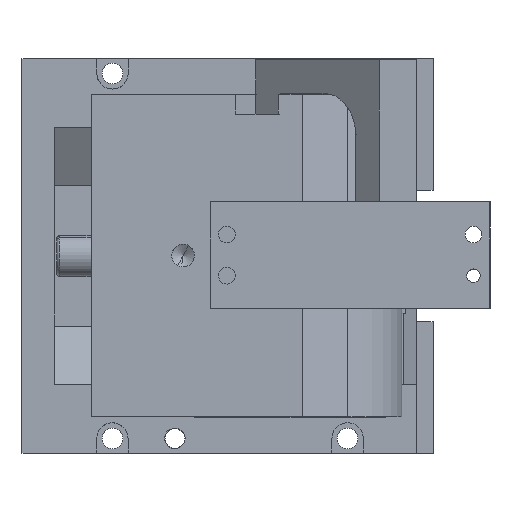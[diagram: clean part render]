
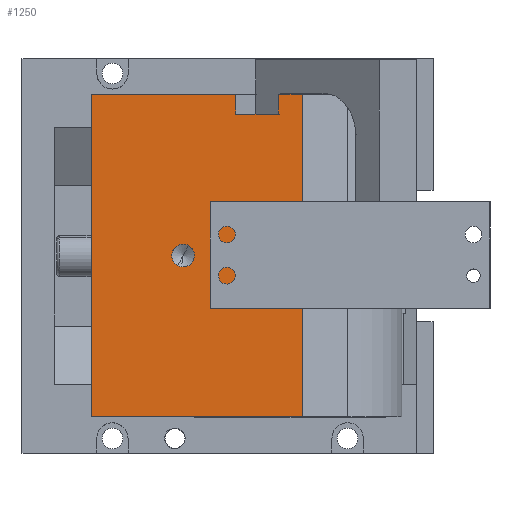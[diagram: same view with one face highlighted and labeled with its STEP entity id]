
A CAD part, top view. The second image highlights one B-rep face of the part: STEP entity #1250.
In plain terms, the highlighted planar face has unit normal (0, 0, 1).
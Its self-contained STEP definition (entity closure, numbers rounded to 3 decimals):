
#517=CARTESIAN_POINT('Vertex',(158.528,213.,205.)) ;
#568=CARTESIAN_POINT('Vertex',(29.944,213.,205.)) ;
#571=CARTESIAN_POINT('Line Origine',(73.89,213.,205.)) ;
#575=CARTESIAN_POINT('Vertex',(117.836,213.,205.)) ;
#596=CARTESIAN_POINT('Vertex',(143.944,213.,205.)) ;
#599=CARTESIAN_POINT('Line Origine',(151.236,213.,205.)) ;
#689=CARTESIAN_POINT('Vertex',(158.528,17.,205.)) ;
#692=CARTESIAN_POINT('Line Origine',(94.236,17.,205.)) ;
#696=CARTESIAN_POINT('Vertex',(29.944,17.,205.)) ;
#940=CARTESIAN_POINT('Line Origine',(158.528,115.,205.)) ;
#1144=CARTESIAN_POINT('Line Origine',(29.944,115.,205.)) ;
#1156=CARTESIAN_POINT('Axis2P3D Location',(59.444,213.,205.)) ;
#1161=CARTESIAN_POINT('Line Origine',(143.944,207.,205.)) ;
#1165=CARTESIAN_POINT('Vertex',(143.944,201.,205.)) ;
#1168=CARTESIAN_POINT('Line Origine',(130.89,201.,205.)) ;
#1172=CARTESIAN_POINT('Vertex',(117.836,201.,205.)) ;
#1175=CARTESIAN_POINT('Line Origine',(117.836,207.,205.)) ;
#1191=CARTESIAN_POINT('Control Point',(82.628,108.929,205.)) ;
#1192=CARTESIAN_POINT('Control Point',(82.062,109.238,205.)) ;
#1193=CARTESIAN_POINT('Control Point',(81.533,109.613,205.)) ;
#1194=CARTESIAN_POINT('Control Point',(81.05,110.048,205.)) ;
#1195=CARTESIAN_POINT('Control Point',(80.193,111.022,205.)) ;
#1196=CARTESIAN_POINT('Control Point',(79.584,112.167,205.)) ;
#1197=CARTESIAN_POINT('Control Point',(79.347,112.773,205.)) ;
#1198=CARTESIAN_POINT('Control Point',(79.02,114.028,205.)) ;
#1199=CARTESIAN_POINT('Control Point',(78.989,115.325,205.)) ;
#1200=CARTESIAN_POINT('Control Point',(79.05,115.972,205.)) ;
#1201=CARTESIAN_POINT('Control Point',(79.32,117.241,205.)) ;
#1202=CARTESIAN_POINT('Control Point',(79.875,118.413,205.)) ;
#1203=CARTESIAN_POINT('Control Point',(80.22,118.964,205.)) ;
#1204=CARTESIAN_POINT('Control Point',(81.032,119.976,205.)) ;
#1205=CARTESIAN_POINT('Control Point',(82.054,120.775,205.)) ;
#1206=CARTESIAN_POINT('Control Point',(82.61,121.112,205.)) ;
#1207=CARTESIAN_POINT('Control Point',(83.789,121.652,205.)) ;
#1208=CARTESIAN_POINT('Control Point',(85.061,121.907,205.)) ;
#1209=CARTESIAN_POINT('Control Point',(85.709,121.959,205.)) ;
#1210=CARTESIAN_POINT('Control Point',(86.841,121.917,205.)) ;
#1211=CARTESIAN_POINT('Control Point',(87.939,121.65,205.)) ;
#1212=CARTESIAN_POINT('Control Point',(88.396,121.495,205.)) ;
#1213=CARTESIAN_POINT('Control Point',(88.839,121.301,205.)) ;
#1214=CARTESIAN_POINT('Control Point',(89.261,121.071,205.)) ;
#1215=CARTESIAN_POINT('Vertex',(89.261,121.071,205.)) ;
#1217=CARTESIAN_POINT('Vertex',(82.628,108.929,205.)) ;
#1221=CARTESIAN_POINT('Control Point',(82.628,108.929,205.)) ;
#1222=CARTESIAN_POINT('Control Point',(83.193,108.62,205.)) ;
#1223=CARTESIAN_POINT('Control Point',(83.794,108.377,205.)) ;
#1224=CARTESIAN_POINT('Control Point',(84.422,108.206,205.)) ;
#1225=CARTESIAN_POINT('Control Point',(85.704,108.012,205.)) ;
#1226=CARTESIAN_POINT('Control Point',(86.997,108.117,205.)) ;
#1227=CARTESIAN_POINT('Control Point',(87.634,108.245,205.)) ;
#1228=CARTESIAN_POINT('Control Point',(88.867,108.648,205.)) ;
#1229=CARTESIAN_POINT('Control Point',(89.975,109.323,205.)) ;
#1230=CARTESIAN_POINT('Control Point',(90.487,109.724,205.)) ;
#1231=CARTESIAN_POINT('Control Point',(91.408,110.637,205.)) ;
#1232=CARTESIAN_POINT('Control Point',(92.095,111.737,205.)) ;
#1233=CARTESIAN_POINT('Control Point',(92.373,112.325,205.)) ;
#1234=CARTESIAN_POINT('Control Point',(92.786,113.555,205.)) ;
#1235=CARTESIAN_POINT('Control Point',(92.905,114.846,205.)) ;
#1236=CARTESIAN_POINT('Control Point',(92.889,115.496,205.)) ;
#1237=CARTESIAN_POINT('Control Point',(92.706,116.78,205.)) ;
#1238=CARTESIAN_POINT('Control Point',(92.233,117.988,205.)) ;
#1239=CARTESIAN_POINT('Control Point',(91.927,118.562,205.)) ;
#1240=CARTESIAN_POINT('Control Point',(91.28,119.492,205.)) ;
#1241=CARTESIAN_POINT('Control Point',(90.463,120.271,205.)) ;
#1242=CARTESIAN_POINT('Control Point',(90.085,120.573,205.)) ;
#1243=CARTESIAN_POINT('Control Point',(89.683,120.84,205.)) ;
#1244=CARTESIAN_POINT('Control Point',(89.261,121.071,205.)) ;
#572=DIRECTION('Vector Direction',(-1.,0.,0.)) ;
#600=DIRECTION('Vector Direction',(1.,0.,0.)) ;
#693=DIRECTION('Vector Direction',(-1.,0.,0.)) ;
#941=DIRECTION('Vector Direction',(0.,1.,0.)) ;
#1145=DIRECTION('Vector Direction',(0.,-1.,0.)) ;
#1157=DIRECTION('Axis2P3D Direction',(-0.,0.,1.)) ;
#1158=DIRECTION('Axis2P3D XDirection',(0.,-1.,0.)) ;
#1162=DIRECTION('Vector Direction',(0.,-1.,0.)) ;
#1169=DIRECTION('Vector Direction',(-1.,0.,0.)) ;
#1176=DIRECTION('Vector Direction',(0.,-1.,0.)) ;
#1159=AXIS2_PLACEMENT_3D('Plane Axis2P3D',#1156,#1157,#1158) ;
#1181=ORIENTED_EDGE('',*,*,#603,.F.) ;
#1182=ORIENTED_EDGE('',*,*,#1167,.T.) ;
#1183=ORIENTED_EDGE('',*,*,#1174,.F.) ;
#1184=ORIENTED_EDGE('',*,*,#1179,.F.) ;
#1185=ORIENTED_EDGE('',*,*,#577,.T.) ;
#1186=ORIENTED_EDGE('',*,*,#1148,.T.) ;
#1187=ORIENTED_EDGE('',*,*,#698,.F.) ;
#1188=ORIENTED_EDGE('',*,*,#944,.T.) ;
#1247=ORIENTED_EDGE('',*,*,#1219,.F.) ;
#1248=ORIENTED_EDGE('',*,*,#1245,.F.) ;
#1249=FACE_BOUND('',#1246,.T.) ;
#573=VECTOR('Line Direction',#572,1.) ;
#601=VECTOR('Line Direction',#600,1.) ;
#694=VECTOR('Line Direction',#693,1.) ;
#942=VECTOR('Line Direction',#941,1.) ;
#1146=VECTOR('Line Direction',#1145,1.) ;
#1163=VECTOR('Line Direction',#1162,1.) ;
#1170=VECTOR('Line Direction',#1169,1.) ;
#1177=VECTOR('Line Direction',#1176,1.) ;
#1250=ADVANCED_FACE('Brep With Voids',(#1189,#1249),#1160,.T.) ;
#1190=B_SPLINE_CURVE_WITH_KNOTS('',5,(#1191,#1192,#1193,#1194,#1195,#1196,#1197,#1198,#1199,#1200,#1201,#1202,#1203,#1204,#1205,#1206,#1207,#1208,#1209,#1210,#1211,#1212,#1213,#1214),.UNSPECIFIED.,.F.,.U.,(6,3,3,3,3,3,3,6),(0.,4.555,9.111,13.666,18.222,22.777,27.333,30.733),.UNSPECIFIED.) ;
#1220=B_SPLINE_CURVE_WITH_KNOTS('',5,(#1221,#1222,#1223,#1224,#1225,#1226,#1227,#1228,#1229,#1230,#1231,#1232,#1233,#1234,#1235,#1236,#1237,#1238,#1239,#1240,#1241,#1242,#1243,#1244),.UNSPECIFIED.,.F.,.U.,(6,3,3,3,3,3,3,6),(0.,4.585,9.17,13.755,18.34,22.925,27.51,30.933),.UNSPECIFIED.) ;
#577=EDGE_CURVE('',#576,#569,#574,.T.) ;
#603=EDGE_CURVE('',#597,#518,#602,.T.) ;
#698=EDGE_CURVE('',#690,#697,#695,.T.) ;
#944=EDGE_CURVE('',#690,#518,#943,.T.) ;
#1148=EDGE_CURVE('',#569,#697,#1147,.T.) ;
#1167=EDGE_CURVE('',#597,#1166,#1164,.T.) ;
#1174=EDGE_CURVE('',#1173,#1166,#1171,.F.) ;
#1179=EDGE_CURVE('',#576,#1173,#1178,.T.) ;
#1219=EDGE_CURVE('',#1216,#1218,#1190,.F.) ;
#1245=EDGE_CURVE('',#1218,#1216,#1220,.T.) ;
#1180=EDGE_LOOP('',(#1181,#1182,#1183,#1184,#1185,#1186,#1187,#1188)) ;
#1246=EDGE_LOOP('',(#1247,#1248)) ;
#1189=FACE_OUTER_BOUND('',#1180,.T.) ;
#574=LINE('Line',#571,#573) ;
#602=LINE('Line',#599,#601) ;
#695=LINE('Line',#692,#694) ;
#943=LINE('Line',#940,#942) ;
#1147=LINE('Line',#1144,#1146) ;
#1164=LINE('Line',#1161,#1163) ;
#1171=LINE('Line',#1168,#1170) ;
#1178=LINE('Line',#1175,#1177) ;
#1160=PLANE('Plane',#1159) ;
#518=VERTEX_POINT('',#517) ;
#569=VERTEX_POINT('',#568) ;
#576=VERTEX_POINT('',#575) ;
#597=VERTEX_POINT('',#596) ;
#690=VERTEX_POINT('',#689) ;
#697=VERTEX_POINT('',#696) ;
#1166=VERTEX_POINT('',#1165) ;
#1173=VERTEX_POINT('',#1172) ;
#1216=VERTEX_POINT('',#1215) ;
#1218=VERTEX_POINT('',#1217) ;
